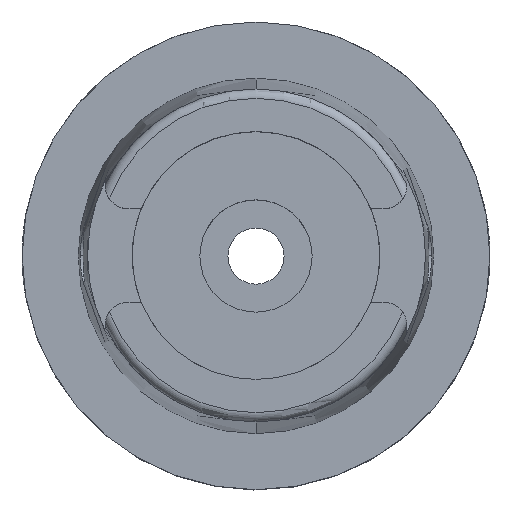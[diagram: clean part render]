
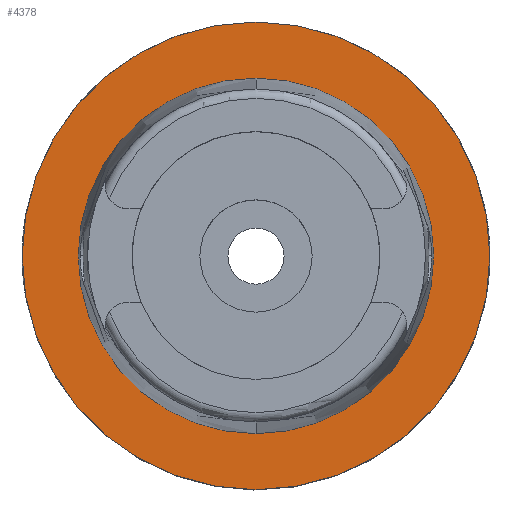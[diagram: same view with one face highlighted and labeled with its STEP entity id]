
A CAD part, top view. The second image highlights one B-rep face of the part: STEP entity #4378.
In plain terms, the highlighted planar face has unit normal (0, 0, 1).
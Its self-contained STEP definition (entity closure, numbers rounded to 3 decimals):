
#97 = VERTEX_POINT ( 'NONE', #2015 ) ;
#187 = CARTESIAN_POINT ( 'NONE',  ( 0., 0., 0. ) ) ;
#312 = DIRECTION ( 'NONE',  ( 0., 0., 1. ) ) ;
#333 = EDGE_LOOP ( 'NONE', ( #2851, #616 ) ) ;
#396 = VERTEX_POINT ( 'NONE', #402 ) ;
#402 = CARTESIAN_POINT ( 'NONE',  ( 0., 38., 0. ) ) ;
#475 = AXIS2_PLACEMENT_3D ( 'NONE', #4582, #2469, #754 ) ;
#492 = AXIS2_PLACEMENT_3D ( 'NONE', #5325, #2770, #3140 ) ;
#616 = ORIENTED_EDGE ( 'NONE', *, *, #1248, .F. ) ;
#693 = FACE_BOUND ( 'NONE', #1995, .T. ) ;
#754 = DIRECTION ( 'NONE',  ( 0., -1., 0. ) ) ;
#866 = AXIS2_PLACEMENT_3D ( 'NONE', #187, #1942, #4514 ) ;
#899 = EDGE_CURVE ( 'NONE', #97, #396, #5387, .T. ) ;
#956 = VERTEX_POINT ( 'NONE', #1967 ) ;
#1106 = ORIENTED_EDGE ( 'NONE', *, *, #4400, .F. ) ;
#1208 = AXIS2_PLACEMENT_3D ( 'NONE', #4112, #4082, #3714 ) ;
#1248 = EDGE_CURVE ( 'NONE', #2251, #956, #5492, .T. ) ;
#1612 = CARTESIAN_POINT ( 'NONE',  ( 0., 0., 0. ) ) ;
#1942 = DIRECTION ( 'NONE',  ( 0., 0., -1. ) ) ;
#1967 = CARTESIAN_POINT ( 'NONE',  ( 0., 50., 0. ) ) ;
#1995 = EDGE_LOOP ( 'NONE', ( #1106, #4918 ) ) ;
#2005 = FACE_OUTER_BOUND ( 'NONE', #333, .T. ) ;
#2015 = CARTESIAN_POINT ( 'NONE',  ( 0., -38., 0. ) ) ;
#2041 = DIRECTION ( 'NONE',  ( 0., 1., 0. ) ) ;
#2251 = VERTEX_POINT ( 'NONE', #4489 ) ;
#2469 = DIRECTION ( 'NONE',  ( 0., 0., 1. ) ) ;
#2770 = DIRECTION ( 'NONE',  ( 0., 0., -1. ) ) ;
#2851 = ORIENTED_EDGE ( 'NONE', *, *, #5439, .F. ) ;
#3140 = DIRECTION ( 'NONE',  ( 0., -1., 0. ) ) ;
#3243 = PLANE ( 'NONE',  #1208 ) ;
#3357 = AXIS2_PLACEMENT_3D ( 'NONE', #1612, #312, #2041 ) ;
#3630 = CIRCLE ( 'NONE', #866, 50. ) ;
#3714 = DIRECTION ( 'NONE',  ( 1., 0., 0. ) ) ;
#3975 = CIRCLE ( 'NONE', #3357, 38. ) ;
#4082 = DIRECTION ( 'NONE',  ( 0., 0., 1. ) ) ;
#4112 = CARTESIAN_POINT ( 'NONE',  ( 0., 0., 0. ) ) ;
#4378 = ADVANCED_FACE ( 'NONE', ( #2005, #693 ), #3243, .T. ) ;
#4400 = EDGE_CURVE ( 'NONE', #396, #97, #3975, .T. ) ;
#4489 = CARTESIAN_POINT ( 'NONE',  ( 0., -50., 0. ) ) ;
#4514 = DIRECTION ( 'NONE',  ( 0., 1., 0. ) ) ;
#4582 = CARTESIAN_POINT ( 'NONE',  ( 0., 0., 0. ) ) ;
#4918 = ORIENTED_EDGE ( 'NONE', *, *, #899, .F. ) ;
#5325 = CARTESIAN_POINT ( 'NONE',  ( 0., 0., 0. ) ) ;
#5387 = CIRCLE ( 'NONE', #475, 38. ) ;
#5439 = EDGE_CURVE ( 'NONE', #956, #2251, #3630, .T. ) ;
#5492 = CIRCLE ( 'NONE', #492, 50. ) ;
